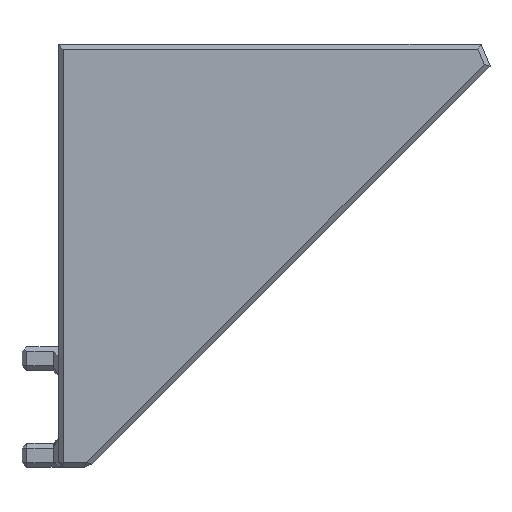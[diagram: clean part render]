
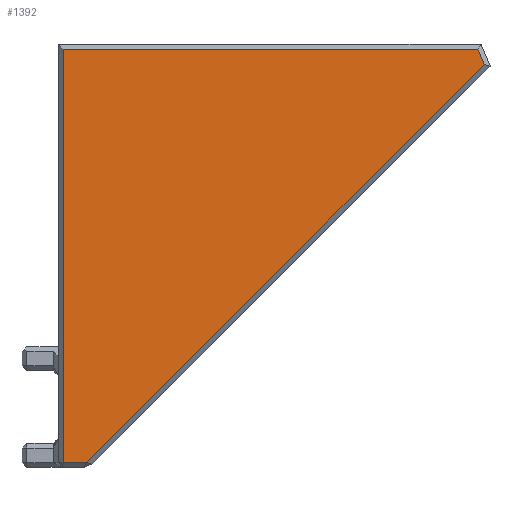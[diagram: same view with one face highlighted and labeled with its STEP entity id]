
A CAD part, top view. The second image highlights one B-rep face of the part: STEP entity #1392.
In plain terms, the highlighted planar face has unit normal (0, 0, 1).
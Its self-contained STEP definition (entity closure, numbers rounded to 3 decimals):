
#108=FACE_OUTER_BOUND('',#197,.T.);
#197=EDGE_LOOP('',(#1187,#1188,#1189,#1190,#1191));
#314=LINE('',#2113,#495);
#333=LINE('',#2150,#514);
#371=LINE('',#2224,#552);
#372=LINE('',#2226,#553);
#381=LINE('',#2240,#562);
#495=VECTOR('',#1717,10.);
#514=VECTOR('',#1750,10.);
#552=VECTOR('',#1824,10.);
#553=VECTOR('',#1827,10.);
#562=VECTOR('',#1846,10.);
#642=VERTEX_POINT('',#2111);
#643=VERTEX_POINT('',#2112);
#654=VERTEX_POINT('',#2149);
#655=VERTEX_POINT('',#2153);
#665=VERTEX_POINT('',#2181);
#786=EDGE_CURVE('',#642,#643,#314,.T.);
#805=EDGE_CURVE('',#643,#654,#333,.T.);
#843=EDGE_CURVE('',#654,#665,#371,.T.);
#844=EDGE_CURVE('',#665,#655,#372,.T.);
#853=EDGE_CURVE('',#655,#642,#381,.T.);
#1187=ORIENTED_EDGE('',*,*,#786,.F.);
#1188=ORIENTED_EDGE('',*,*,#853,.F.);
#1189=ORIENTED_EDGE('',*,*,#844,.F.);
#1190=ORIENTED_EDGE('',*,*,#843,.F.);
#1191=ORIENTED_EDGE('',*,*,#805,.F.);
#1307=PLANE('',#1499);
#1392=ADVANCED_FACE('',(#108),#1307,.T.);
#1499=AXIS2_PLACEMENT_3D('',#2249,#1858,#1859);
#1717=DIRECTION('',(1.,0.,0.));
#1750=DIRECTION('',(0.383,-0.924,0.));
#1824=DIRECTION('',(-0.707,-0.707,0.));
#1827=DIRECTION('',(-1.,0.,0.));
#1846=DIRECTION('',(0.,1.,0.));
#1858=DIRECTION('center_axis',(0.,0.,1.));
#1859=DIRECTION('ref_axis',(1.,0.,0.));
#2111=CARTESIAN_POINT('',(0.8,69.2,20.));
#2112=CARTESIAN_POINT('',(69.465,69.2,20.));
#2113=CARTESIAN_POINT('',(52.866,69.2,20.));
#2149=CARTESIAN_POINT('',(70.521,66.652,20.));
#2150=CARTESIAN_POINT('',(73.671,59.047,20.));
#2153=CARTESIAN_POINT('',(0.8,0.8,20.));
#2181=CARTESIAN_POINT('',(4.669,0.8,20.));
#2224=CARTESIAN_POINT('',(20.867,16.999,20.));
#2226=CARTESIAN_POINT('',(17.866,0.8,20.));
#2240=CARTESIAN_POINT('',(0.8,52.5,20.));
#2249=CARTESIAN_POINT('Origin',(35.732,35.,20.));
